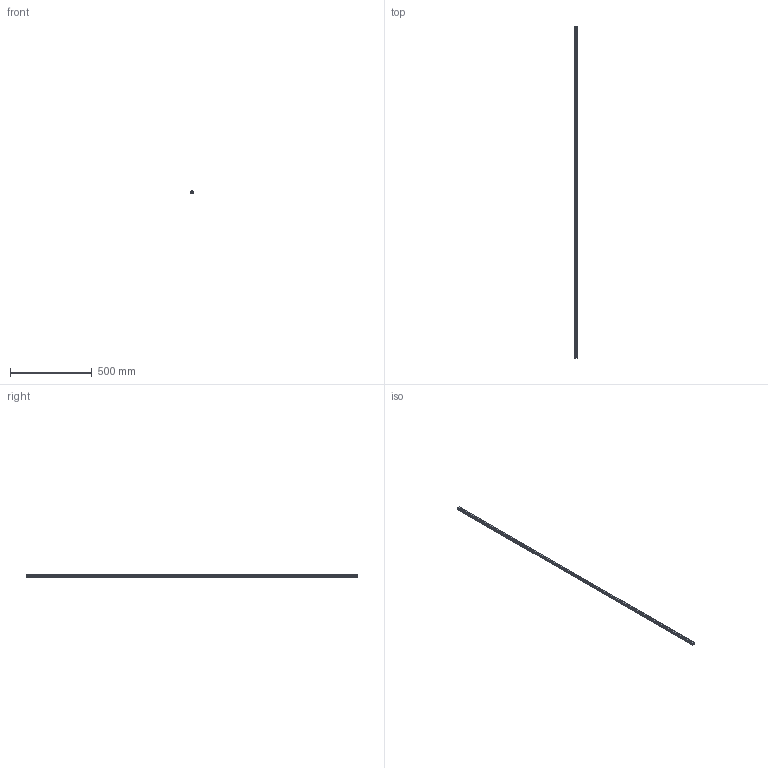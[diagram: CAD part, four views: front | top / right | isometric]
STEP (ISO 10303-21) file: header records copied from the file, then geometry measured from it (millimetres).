
FILE_DESCRIPTION(('STEP AP214'),'1');
FILE_NAME('cctmp_AD3C032E-1F70-4BD6-83F9-6F54298BD0C9_2020_5_5_13_29_7_271..stp','2020-05-05T11:29:07',('HIWIN GmbH'),('CADClick - www.CADClick.com'),'Spatial InterOp 3D',' ','unknown authorization');
FILE_SCHEMA(('AUTOMOTIVE_DESIGN'));
Length unit declared in the file: millimetre
Products named in the file (1): HGR15R2030H_FILE
Bounding box: 15 x 2030 x 15 mm (x, y, z)
Volume: 372915.4 mm3; surface area: 135315.4 mm2
Topology: 1 solids, 1 shells, 421 faces, 939 edges, 626 vertices
Faces by surface type: cylinder 230, plane 191
Entity records: 15265 total; most frequent: DIRECTION 2243, CARTESIAN_POINT 1987, ORIENTED_EDGE 1878, EDGE_CURVE 939, AXIS2_PLACEMENT_3D 882, VERTEX_POINT 626, EDGE_LOOP 527, LINE 479
